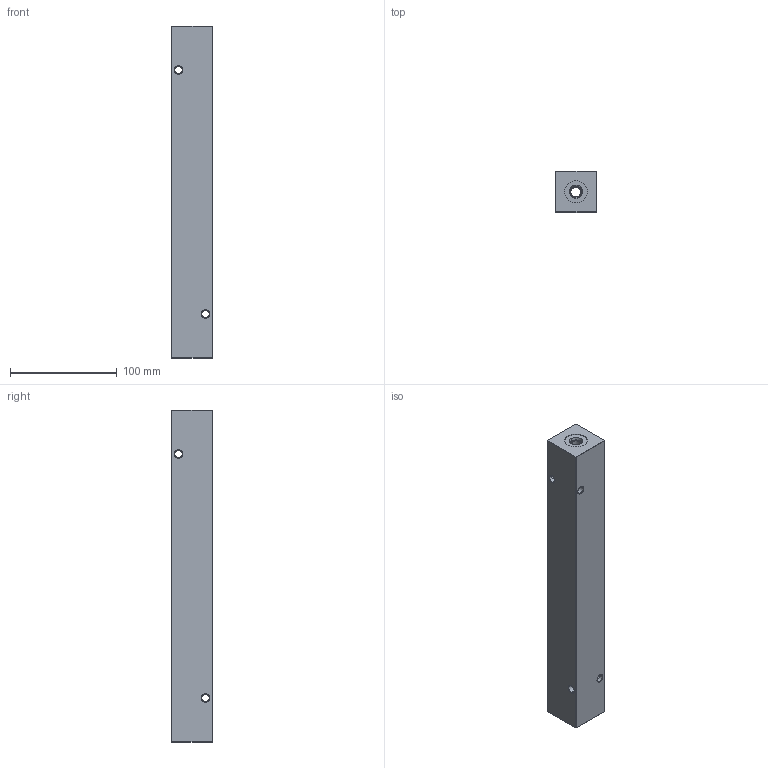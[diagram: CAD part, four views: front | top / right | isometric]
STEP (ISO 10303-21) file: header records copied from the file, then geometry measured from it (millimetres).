
FILE_DESCRIPTION (( 'STEP AP203' ), '1' );
FILE_NAME ('HM-8-90-S-4-2.STEP', '2020-11-09T13:55:12', ( '' ), ( '' ), 'SwSTEP 2.0', 'SolidWorks 2019', '' );
FILE_SCHEMA (( 'CONFIG_CONTROL_DESIGN' ));
Length unit declared in the file: inch
Products named in the file (1): HM-8-90-S-4-2
Bounding box: 38.1 x 38.1 x 311.15 mm (x, y, z)
Volume: 411231.8 mm3; surface area: 66340.4 mm2
Topology: 1 solids, 1 shells, 699 faces, 1741 edges, 1096 vertices
Faces by surface type: plane 253, bspline 200, cone 124, cylinder 122
Entity records: 31220 total; most frequent: CARTESIAN_POINT 15761, ORIENTED_EDGE 3482, DIRECTION 2563, EDGE_CURVE 1741, VERTEX_POINT 1096, LINE 991, VECTOR 991, EDGE_LOOP 797
